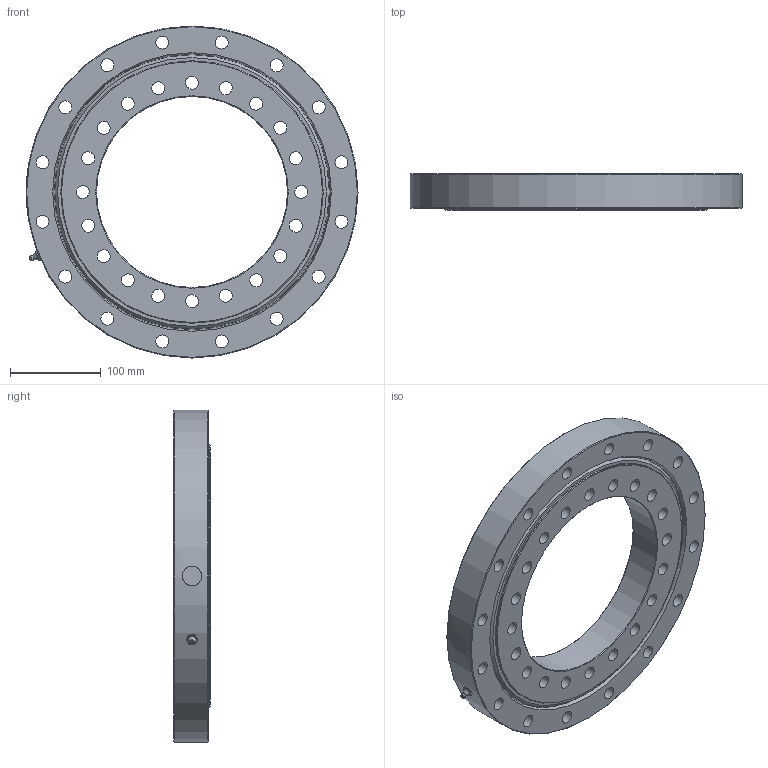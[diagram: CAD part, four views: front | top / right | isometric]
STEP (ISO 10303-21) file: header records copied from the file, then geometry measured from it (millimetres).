
FILE_DESCRIPTION(/* description */ (''),/* implementation_level */ '2;1');
FILE_NAME(/* name */ '30P.0290.19.002.stp',/* time_stamp */ '2025-06-05T16:38:00-04:00',/* author */ ('richard.potesta'),/* organization */ (''),/* preprocessor_version */ 'ST-DEVELOPER v20.1',/* originating_system */ 'Autodesk Inventor 2026',/* authorisation */ '');
FILE_SCHEMA (('AUTOMOTIVE_DESIGN { 1 0 10303 214 3 1 1 }'));
Length unit declared in the file: inch
Products named in the file (3): 30P.0290.19.002; 30P.0290.19.002_1; 1_8 NPT Fitting
Assembly tree (2 placements, depth 2):
  30P.0290.19.002
    30P.0290.19.002_1
    1_8 NPT Fitting
Bounding box: 365 x 40.01 x 365 mm (x, y, z)
Volume: 2310027 mm3; surface area: 464745.6 mm2
Topology: 7 solids, 7 shells, 204 faces, 541 edges, 358 vertices
Faces by surface type: torus 57, cylinder 54, sphere 41, plane 25, cone 24, bspline 3
Full cylindrical faces by diameter (mm): 2.536 x2, 14.224 x36, 21.175 x1, 21.226 x1, 210.007 x1, 275.8 x1, 275.825 x1, 288.5 x2, 289.468 x1, 290.532 x1, 291.5 x2, 304.175 x1, 304.2 x1, 364.998 x1
Entity records: 12756 total; most frequent: CARTESIAN_POINT 7466, ORIENTED_EDGE 1082, DIRECTION 993, EDGE_CURVE 541, AXIS2_PLACEMENT_3D 454, VERTEX_POINT 358, EDGE_LOOP 295, CIRCLE 248
